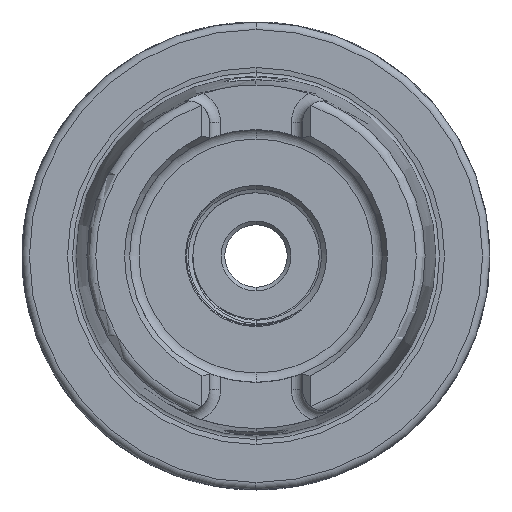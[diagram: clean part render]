
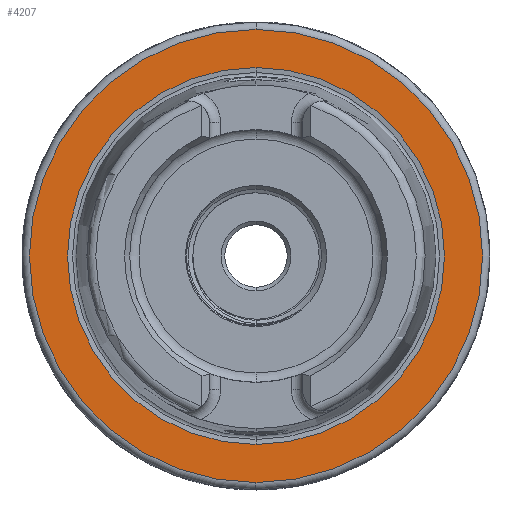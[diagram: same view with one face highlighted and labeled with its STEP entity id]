
A CAD part, left-side view. The second image highlights one B-rep face of the part: STEP entity #4207.
In plain terms, the highlighted planar face has unit normal (-1, 0, 0).
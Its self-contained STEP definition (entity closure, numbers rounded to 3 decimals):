
#1497 = EDGE_LOOP ( 'NONE', ( #3123, #7602 ) ) ;
#1575 = EDGE_LOOP ( 'NONE', ( #3356, #3127 ) ) ;
#3123 = ORIENTED_EDGE ( 'NONE', *, *, #13952, .T. ) ;
#3127 = ORIENTED_EDGE ( 'NONE', *, *, #13809, .T. ) ;
#3356 = ORIENTED_EDGE ( 'NONE', *, *, #9173, .T. ) ;
#4207 = ADVANCED_FACE ( 'NONE', ( #23601, #23585 ), #22018, .T. ) ;
#7602 = ORIENTED_EDGE ( 'NONE', *, *, #13736, .T. ) ;
#7610 = CARTESIAN_POINT ( 'NONE',  ( 0., 0., 0. ) ) ;
#7611 = DIRECTION ( 'NONE',  ( 0., 0., 1. ) ) ;
#7644 = DIRECTION ( 'NONE',  ( -1., 0., 0. ) ) ;
#8277 = DIRECTION ( 'NONE',  ( 0., 0., -1. ) ) ;
#8296 = CARTESIAN_POINT ( 'NONE',  ( 0., 0., 0. ) ) ;
#8304 = DIRECTION ( 'NONE',  ( 1., 0., 0. ) ) ;
#8789 = AXIS2_PLACEMENT_3D ( 'NONE', #22002, #22041, #22040 ) ;
#9173 = EDGE_CURVE ( 'NONE', #14306, #14218, #20533, .T. ) ;
#13736 = EDGE_CURVE ( 'NONE', #14298, #14215, #20742, .T. ) ;
#13809 = EDGE_CURVE ( 'NONE', #14218, #14306, #20837, .T. ) ;
#13952 = EDGE_CURVE ( 'NONE', #14215, #14298, #21339, .T. ) ;
#14215 = VERTEX_POINT ( 'NONE', #19155 ) ;
#14218 = VERTEX_POINT ( 'NONE', #19127 ) ;
#14298 = VERTEX_POINT ( 'NONE', #19267 ) ;
#14306 = VERTEX_POINT ( 'NONE', #19270 ) ;
#16781 = AXIS2_PLACEMENT_3D ( 'NONE', #17122, #17160, #17127 ) ;
#17122 = CARTESIAN_POINT ( 'NONE',  ( 0., 0., 0. ) ) ;
#17127 = DIRECTION ( 'NONE',  ( 0., 0., -1. ) ) ;
#17160 = DIRECTION ( 'NONE',  ( 1., 0., 0. ) ) ;
#19127 = CARTESIAN_POINT ( 'NONE',  ( 0., 0., -30.5 ) ) ;
#19155 = CARTESIAN_POINT ( 'NONE',  ( 0., 0., 25.369 ) ) ;
#19267 = CARTESIAN_POINT ( 'NONE',  ( 0., 0., -25.369 ) ) ;
#19270 = CARTESIAN_POINT ( 'NONE',  ( 0., 0., 30.5 ) ) ;
#20289 = CARTESIAN_POINT ( 'NONE',  ( 0., 0., 0. ) ) ;
#20290 = DIRECTION ( 'NONE',  ( -1., 0., 0. ) ) ;
#20291 = DIRECTION ( 'NONE',  ( 0., 0., 1. ) ) ;
#20533 = CIRCLE ( 'NONE', #22495, 30.5 ) ;
#20742 = CIRCLE ( 'NONE', #22521, 25.369 ) ;
#20837 = CIRCLE ( 'NONE', #28656, 30.5 ) ;
#21339 = CIRCLE ( 'NONE', #16781, 25.369 ) ;
#22002 = CARTESIAN_POINT ( 'NONE',  ( 0., 25.369, 0. ) ) ;
#22018 = PLANE ( 'NONE',  #8789 ) ;
#22040 = DIRECTION ( 'NONE',  ( 0., 0., 1. ) ) ;
#22041 = DIRECTION ( 'NONE',  ( -1., 0., 0. ) ) ;
#22495 = AXIS2_PLACEMENT_3D ( 'NONE', #20289, #20290, #20291 ) ;
#22521 = AXIS2_PLACEMENT_3D ( 'NONE', #8296, #8304, #8277 ) ;
#23585 = FACE_BOUND ( 'NONE', #1497, .T. ) ;
#23601 = FACE_OUTER_BOUND ( 'NONE', #1575, .T. ) ;
#28656 = AXIS2_PLACEMENT_3D ( 'NONE', #7610, #7644, #7611 ) ;
